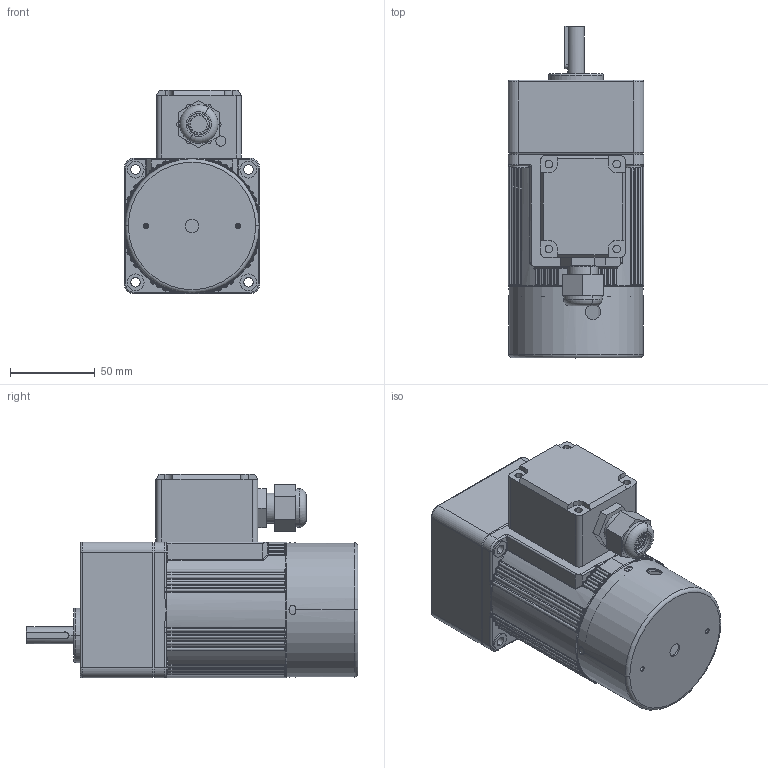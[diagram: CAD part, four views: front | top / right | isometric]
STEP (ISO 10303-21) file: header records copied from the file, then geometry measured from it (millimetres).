
FILE_DESCRIPTION (( 'STEP AP214' ), '1' );
FILE_NAME ('4IK25-MT+4GN18-300K.STEP', '2023-12-04T07:58:16', ( '' ), ( '' ), 'SwSTEP 2.0', 'SolidWorks 2021', '' );
FILE_SCHEMA (( 'AUTOMOTIVE_DESIGN' ));
Length unit declared in the file: millimetre
Products named in the file (8): 80________.STEP_蕼偞; ______________02.STEP_蕼偞; NPT1-2____________.STEP_蕼偞; 4GN18-300K.STEP_蕼偞; 4IK25-MT+4GN18-300K; 4IK25A.STEP_蕼偞; NPT1-2______-0.STEP_蕼偞; NPT1-2______.STEP_蕼偞
Assembly tree (7 placements, depth 3):
  4IK25-MT+4GN18-300K
    NPT1-2____________.STEP_蕼偞
      NPT1-2______.STEP_蕼偞
      NPT1-2______-0.STEP_蕼偞
    4IK25A.STEP_蕼偞
    80________.STEP_蕼偞
    ______________02.STEP_蕼偞
    4GN18-300K.STEP_蕼偞
Bounding box: 80 x 195.5 x 120 mm (x, y, z)
Volume: 306284.8 mm3; surface area: 131544.1 mm2
Topology: 5 solids, 6 shells, 1093 faces, 2718 edges, 1626 vertices
Faces by surface type: cylinder 317, torus 242, plane 215, bspline 191, sphere 74, cone 54
Entity records: 42453 total; most frequent: CARTESIAN_POINT 17205, ORIENTED_EDGE 5324, DIRECTION 5303, EDGE_CURVE 2662, AXIS2_PLACEMENT_3D 2256, VERTEX_POINT 1615, CIRCLE 1343, EDGE_LOOP 1175
